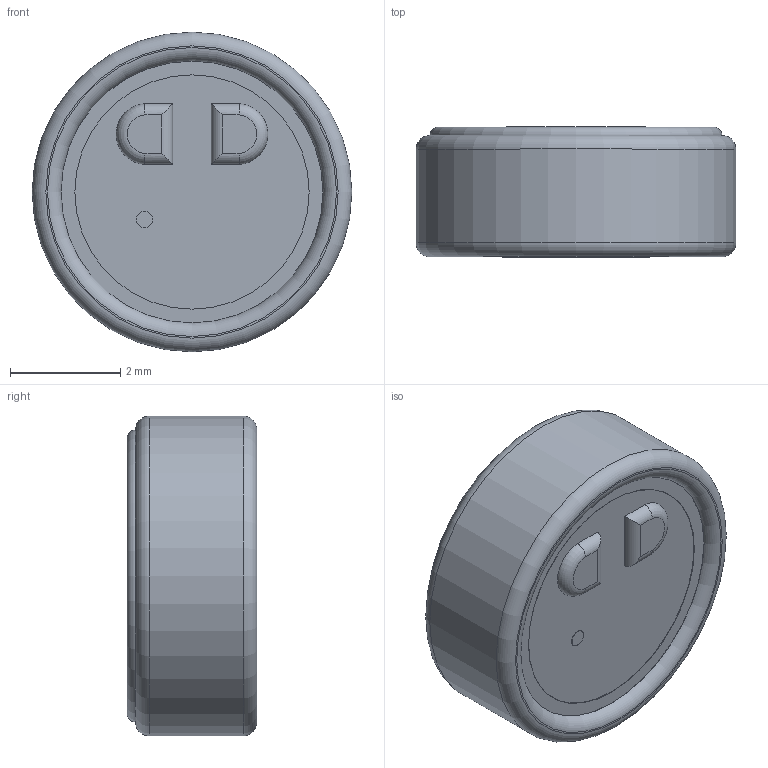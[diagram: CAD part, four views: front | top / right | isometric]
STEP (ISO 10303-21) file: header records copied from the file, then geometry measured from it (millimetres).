
FILE_DESCRIPTION(/* description */ (''),/* implementation_level */ '2;1');
FILE_NAME(/* name */ 'ROM-2235L-HD-R.ipt.stp',/* time_stamp */ '2020-05-28T12:51:24-04:00',/* author */ ('vandenbroek'),/* organization */ (''),/* preprocessor_version */ 'ST-DEVELOPER v16.1',/* originating_system */ 'Autodesk Inventor 2016',/* authorisation */ '');
FILE_SCHEMA (('AUTOMOTIVE_DESIGN { 1 0 10303 214 3 1 1 }'));
Length unit declared in the file: millimetre
Products named in the file (1): ROM-2235L-HD-R
Bounding box: 5.8 x 2.35 x 5.8 mm (x, y, z)
Volume: 57.5 mm3; surface area: 93 mm2
Topology: 1 solids, 1 shells, 23 faces, 46 edges, 30 vertices
Faces by surface type: cylinder 10, plane 7, torus 6
Full cylindrical faces by diameter (mm): 0.3 x1, 4.25 x1, 4.75 x1, 5.8 x1
Entity records: 671 total; most frequent: CARTESIAN_POINT 132, DIRECTION 100, ORIENTED_EDGE 72, AXIS2_PLACEMENT_3D 44, EDGE_LOOP 36, EDGE_CURVE 36, VERTEX_POINT 28, STYLED_ITEM 24
